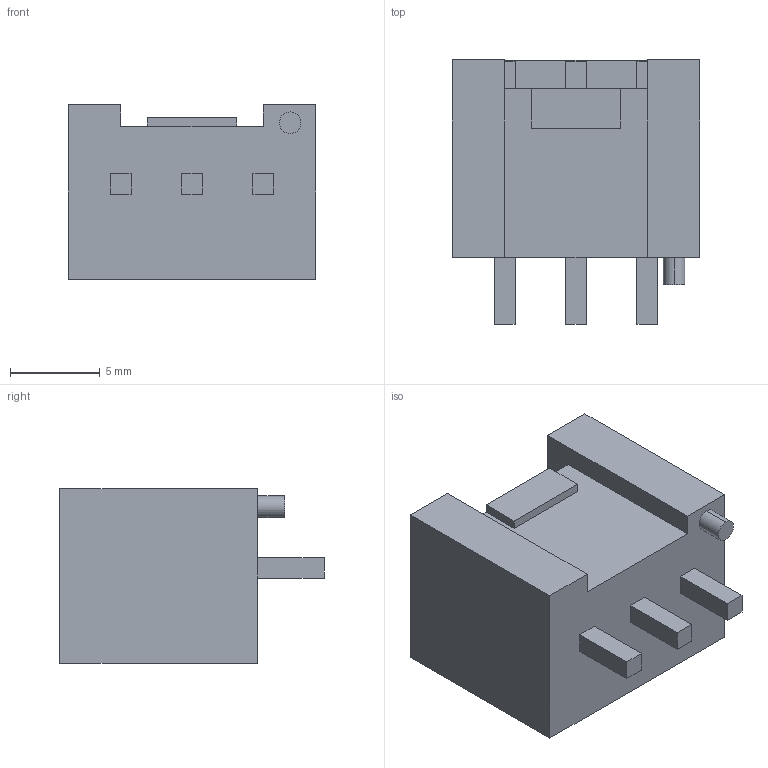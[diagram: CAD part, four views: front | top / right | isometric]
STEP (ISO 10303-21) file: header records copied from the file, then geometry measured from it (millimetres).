
FILE_DESCRIPTION (( 'STEP AP214' ), '1' );
FILE_NAME ('B3P-VH-FB-B.STEP', '2010-06-15T04:53:38', ( 'JSTOEC' ), ( '' ), 'SwSTEP 2.0', 'SolidWorks 2005235', '' );
FILE_SCHEMA (( 'AUTOMOTIVE_DESIGN' ));
Length unit declared in the file: millimetre
Products named in the file (1): B3P-VH-FB-B
Bounding box: 13.76 x 14.7 x 9.7 mm (x, y, z)
Volume: 793.4 mm3; surface area: 1227.4 mm2
Topology: 1 solids, 1 shells, 53 faces, 132 edges, 88 vertices
Faces by surface type: plane 51, cylinder 2
Entity records: 1903 total; most frequent: CARTESIAN_POINT 274, ORIENTED_EDGE 264, DIRECTION 244, EDGE_CURVE 132, VECTOR 128, LINE 128, VERTEX_POINT 88, EDGE_LOOP 60
